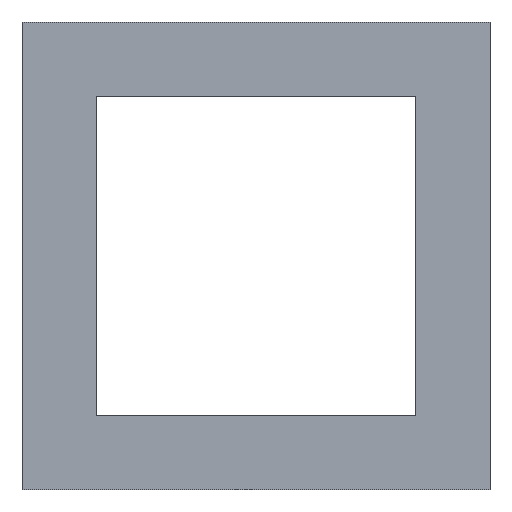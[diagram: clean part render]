
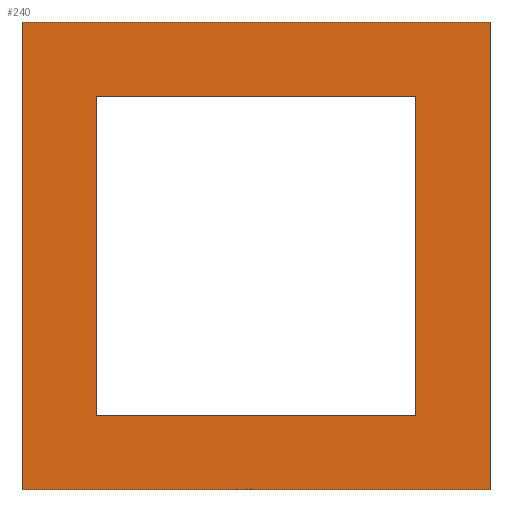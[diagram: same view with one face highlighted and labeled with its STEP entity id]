
A CAD part, front view. The second image highlights one B-rep face of the part: STEP entity #240.
In plain terms, the highlighted planar face has unit normal (0, -1, 0).
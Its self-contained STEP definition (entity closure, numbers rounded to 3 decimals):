
#20=FACE_BOUND('',#60,.T.);
#30=PLANE('',#270);
#42=FACE_OUTER_BOUND('',#59,.T.);
#59=EDGE_LOOP('',(#219,#220,#221,#222));
#60=EDGE_LOOP('',(#223,#224,#225,#226));
#63=LINE('',#347,#89);
#67=LINE('',#355,#93);
#70=LINE('',#361,#96);
#73=LINE('',#366,#99);
#75=LINE('',#371,#101);
#79=LINE('',#379,#105);
#82=LINE('',#385,#108);
#85=LINE('',#390,#111);
#89=VECTOR('',#289,10.);
#93=VECTOR('',#295,10.);
#96=VECTOR('',#300,10.);
#99=VECTOR('',#305,10.);
#101=VECTOR('',#309,10.);
#105=VECTOR('',#315,10.);
#108=VECTOR('',#320,10.);
#111=VECTOR('',#325,10.);
#121=VERTEX_POINT('',#345);
#122=VERTEX_POINT('',#346);
#125=VERTEX_POINT('',#354);
#127=VERTEX_POINT('',#360);
#129=VERTEX_POINT('',#369);
#130=VERTEX_POINT('',#370);
#133=VERTEX_POINT('',#378);
#135=VERTEX_POINT('',#384);
#143=EDGE_CURVE('',#121,#122,#63,.T.);
#147=EDGE_CURVE('',#125,#121,#67,.T.);
#150=EDGE_CURVE('',#127,#125,#70,.T.);
#153=EDGE_CURVE('',#122,#127,#73,.T.);
#155=EDGE_CURVE('',#129,#130,#75,.T.);
#159=EDGE_CURVE('',#130,#133,#79,.T.);
#162=EDGE_CURVE('',#133,#135,#82,.T.);
#165=EDGE_CURVE('',#135,#129,#85,.T.);
#219=ORIENTED_EDGE('',*,*,#165,.T.);
#220=ORIENTED_EDGE('',*,*,#155,.T.);
#221=ORIENTED_EDGE('',*,*,#159,.T.);
#222=ORIENTED_EDGE('',*,*,#162,.T.);
#223=ORIENTED_EDGE('',*,*,#153,.F.);
#224=ORIENTED_EDGE('',*,*,#143,.F.);
#225=ORIENTED_EDGE('',*,*,#147,.F.);
#226=ORIENTED_EDGE('',*,*,#150,.F.);
#240=ADVANCED_FACE('',(#42,#20),#30,.F.);
#270=AXIS2_PLACEMENT_3D('',#393,#329,#330);
#289=DIRECTION('',(0.,0.,-1.));
#295=DIRECTION('',(-1.,0.,0.));
#300=DIRECTION('',(0.,0.,1.));
#305=DIRECTION('',(1.,0.,0.));
#309=DIRECTION('',(0.,0.,-1.));
#315=DIRECTION('',(1.,0.,0.));
#320=DIRECTION('',(0.,0.,1.));
#325=DIRECTION('',(-1.,0.,0.));
#329=DIRECTION('center_axis',(0.,1.,0.));
#330=DIRECTION('ref_axis',(1.,0.,0.));
#345=CARTESIAN_POINT('',(-3.745,0.,25.98));
#346=CARTESIAN_POINT('',(-3.745,0.,-1.32));
#347=CARTESIAN_POINT('',(-3.745,0.,25.98));
#354=CARTESIAN_POINT('',(23.555,0.,25.98));
#355=CARTESIAN_POINT('',(23.555,0.,25.98));
#360=CARTESIAN_POINT('',(23.555,0.,-1.32));
#361=CARTESIAN_POINT('',(23.555,0.,-1.32));
#366=CARTESIAN_POINT('',(-3.745,0.,-1.32));
#369=CARTESIAN_POINT('',(-10.095,0.,32.33));
#370=CARTESIAN_POINT('',(-10.095,0.,-7.67));
#371=CARTESIAN_POINT('',(-10.095,0.,32.33));
#378=CARTESIAN_POINT('',(29.905,0.,-7.67));
#379=CARTESIAN_POINT('',(-10.095,0.,-7.67));
#384=CARTESIAN_POINT('',(29.905,0.,32.33));
#385=CARTESIAN_POINT('',(29.905,0.,-7.67));
#390=CARTESIAN_POINT('',(29.905,0.,32.33));
#393=CARTESIAN_POINT('Origin',(9.905,0.,12.33));
